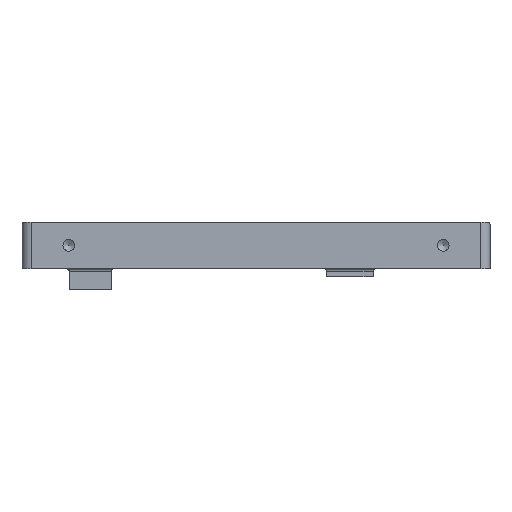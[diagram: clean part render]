
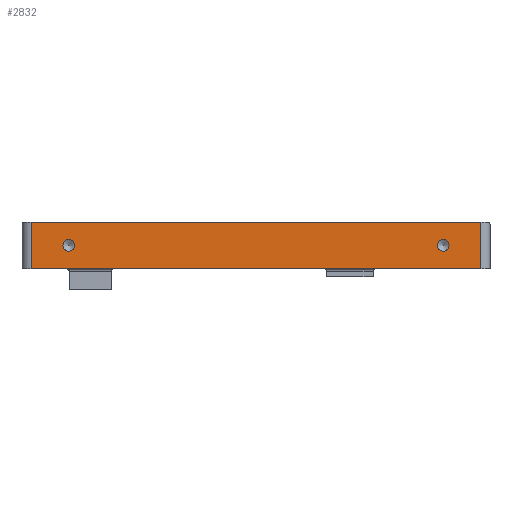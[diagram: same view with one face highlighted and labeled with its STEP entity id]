
A CAD part, front view. The second image highlights one B-rep face of the part: STEP entity #2832.
In plain terms, the highlighted planar face has unit normal (0, -1, 0).
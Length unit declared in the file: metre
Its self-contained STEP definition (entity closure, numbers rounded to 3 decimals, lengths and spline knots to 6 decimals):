
#244=CIRCLE('',#3126,0.00125);
#245=CIRCLE('',#3127,0.00125);
#636=ORIENTED_EDGE('',*,*,#1418,.F.);
#637=ORIENTED_EDGE('',*,*,#1419,.F.);
#638=ORIENTED_EDGE('',*,*,#1420,.F.);
#639=ORIENTED_EDGE('',*,*,#1421,.F.);
#640=ORIENTED_EDGE('',*,*,#1422,.T.);
#641=ORIENTED_EDGE('',*,*,#1331,.T.);
#1331=EDGE_CURVE('',#1710,#1711,#1949,.T.);
#1418=EDGE_CURVE('',#1778,#1778,#244,.T.);
#1419=EDGE_CURVE('',#1779,#1779,#245,.T.);
#1420=EDGE_CURVE('',#1780,#1711,#1998,.T.);
#1421=EDGE_CURVE('',#1781,#1780,#1999,.T.);
#1422=EDGE_CURVE('',#1781,#1710,#2000,.T.);
#1710=VERTEX_POINT('',#4608);
#1711=VERTEX_POINT('',#4609);
#1778=VERTEX_POINT('',#4766);
#1779=VERTEX_POINT('',#4768);
#1780=VERTEX_POINT('',#4770);
#1781=VERTEX_POINT('',#4772);
#1949=LINE('',#4607,#2223);
#1998=LINE('',#4769,#2272);
#1999=LINE('',#4771,#2273);
#2000=LINE('',#4773,#2274);
#2223=VECTOR('',#3660,1.);
#2272=VECTOR('',#3795,1.);
#2273=VECTOR('',#3796,1.);
#2274=VECTOR('',#3797,1.);
#2414=EDGE_LOOP('',(#636));
#2415=EDGE_LOOP('',(#637));
#2416=EDGE_LOOP('',(#638,#639,#640,#641));
#2590=FACE_BOUND('',#2414,.T.);
#2591=FACE_BOUND('',#2415,.T.);
#2592=FACE_BOUND('',#2416,.T.);
#2730=PLANE('',#3125);
#2832=ADVANCED_FACE('',(#2590,#2591,#2592),#2730,.F.);
#3125=AXIS2_PLACEMENT_3D('',#4764,#3789,#3790);
#3126=AXIS2_PLACEMENT_3D('',#4765,#3791,#3792);
#3127=AXIS2_PLACEMENT_3D('',#4767,#3793,#3794);
#3660=DIRECTION('',(1.,0.,0.));
#3789=DIRECTION('',(0.,1.,0.));
#3790=DIRECTION('',(-1.,0.,0.));
#3791=DIRECTION('',(0.,-1.,0.));
#3792=DIRECTION('',(0.,0.,-1.));
#3793=DIRECTION('',(0.,-1.,0.));
#3794=DIRECTION('',(0.,0.,-1.));
#3795=DIRECTION('',(0.,0.,-1.));
#3796=DIRECTION('',(1.,0.,0.));
#3797=DIRECTION('',(0.,0.,-1.));
#4607=CARTESIAN_POINT('',(0.,-0.05,0.0025));
#4608=CARTESIAN_POINT('',(-0.048,-0.05,0.0025));
#4609=CARTESIAN_POINT('',(0.048,-0.05,0.0025));
#4764=CARTESIAN_POINT('',(0.,-0.05,0.0125));
#4765=CARTESIAN_POINT('',(-0.04,-0.05,0.0075));
#4766=CARTESIAN_POINT('',(-0.04,-0.05,0.00625));
#4767=CARTESIAN_POINT('',(0.04,-0.05,0.0075));
#4768=CARTESIAN_POINT('',(0.04,-0.05,0.00625));
#4769=CARTESIAN_POINT('',(0.048,-0.05,0.025));
#4770=CARTESIAN_POINT('',(0.048,-0.05,0.0125));
#4771=CARTESIAN_POINT('',(0.,-0.05,0.0125));
#4772=CARTESIAN_POINT('',(-0.048,-0.05,0.0125));
#4773=CARTESIAN_POINT('',(-0.048,-0.05,0.025));
